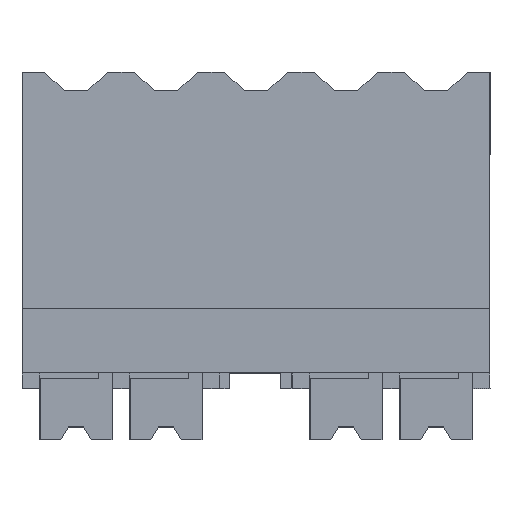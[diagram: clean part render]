
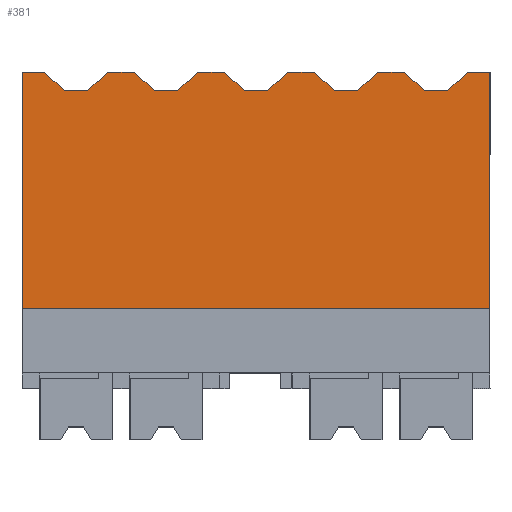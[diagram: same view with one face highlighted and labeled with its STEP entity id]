
A CAD part, top view. The second image highlights one B-rep face of the part: STEP entity #381.
In plain terms, the highlighted planar face has unit normal (0, 0, 1).
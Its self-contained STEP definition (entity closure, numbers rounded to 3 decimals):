
#162=AXIS2_PLACEMENT_3D('Plane Axis2P3D',#159,#160,#161) ;
#36=CARTESIAN_POINT('Line Origine',(0.,9.7,11.25)) ;
#40=CARTESIAN_POINT('Vertex',(0.,5.1,11.25)) ;
#42=CARTESIAN_POINT('Vertex',(0.,14.3,11.25)) ;
#159=CARTESIAN_POINT('Axis2P3D Location',(0.,5.1,11.25)) ;
#164=CARTESIAN_POINT('Line Origine',(3.605,14.3,11.25)) ;
#168=CARTESIAN_POINT('Vertex',(3.359,14.3,11.25)) ;
#170=CARTESIAN_POINT('Vertex',(3.85,14.3,11.25)) ;
#173=CARTESIAN_POINT('Line Origine',(2.959,13.95,11.25)) ;
#177=CARTESIAN_POINT('Vertex',(2.559,13.6,11.25)) ;
#180=CARTESIAN_POINT('Line Origine',(2.101,13.6,11.25)) ;
#184=CARTESIAN_POINT('Vertex',(1.642,13.6,11.25)) ;
#187=CARTESIAN_POINT('Line Origine',(1.242,13.95,11.25)) ;
#191=CARTESIAN_POINT('Vertex',(0.842,14.3,11.25)) ;
#194=CARTESIAN_POINT('Line Origine',(0.421,14.3,11.25)) ;
#199=CARTESIAN_POINT('Line Origine',(9.1,5.1,11.25)) ;
#203=CARTESIAN_POINT('Vertex',(18.2,5.1,11.25)) ;
#206=CARTESIAN_POINT('Line Origine',(18.2,9.7,11.25)) ;
#210=CARTESIAN_POINT('Vertex',(18.2,14.3,11.25)) ;
#213=CARTESIAN_POINT('Line Origine',(17.78,14.3,11.25)) ;
#217=CARTESIAN_POINT('Vertex',(17.359,14.3,11.25)) ;
#220=CARTESIAN_POINT('Line Origine',(16.959,13.95,11.25)) ;
#224=CARTESIAN_POINT('Vertex',(16.559,13.6,11.25)) ;
#227=CARTESIAN_POINT('Line Origine',(16.101,13.6,11.25)) ;
#231=CARTESIAN_POINT('Vertex',(15.642,13.6,11.25)) ;
#234=CARTESIAN_POINT('Line Origine',(15.242,13.95,11.25)) ;
#238=CARTESIAN_POINT('Vertex',(14.842,14.3,11.25)) ;
#241=CARTESIAN_POINT('Line Origine',(14.596,14.3,11.25)) ;
#245=CARTESIAN_POINT('Vertex',(14.35,14.3,11.25)) ;
#248=CARTESIAN_POINT('Line Origine',(14.105,14.3,11.25)) ;
#252=CARTESIAN_POINT('Vertex',(13.859,14.3,11.25)) ;
#255=CARTESIAN_POINT('Line Origine',(13.459,13.95,11.25)) ;
#259=CARTESIAN_POINT('Vertex',(13.059,13.6,11.25)) ;
#262=CARTESIAN_POINT('Line Origine',(12.601,13.6,11.25)) ;
#266=CARTESIAN_POINT('Vertex',(12.142,13.6,11.25)) ;
#269=CARTESIAN_POINT('Line Origine',(11.742,13.95,11.25)) ;
#273=CARTESIAN_POINT('Vertex',(11.342,14.3,11.25)) ;
#276=CARTESIAN_POINT('Line Origine',(11.096,14.3,11.25)) ;
#280=CARTESIAN_POINT('Vertex',(10.85,14.3,11.25)) ;
#283=CARTESIAN_POINT('Line Origine',(10.605,14.3,11.25)) ;
#287=CARTESIAN_POINT('Vertex',(10.359,14.3,11.25)) ;
#290=CARTESIAN_POINT('Line Origine',(9.959,13.95,11.25)) ;
#294=CARTESIAN_POINT('Vertex',(9.559,13.6,11.25)) ;
#297=CARTESIAN_POINT('Line Origine',(9.101,13.6,11.25)) ;
#301=CARTESIAN_POINT('Vertex',(8.642,13.6,11.25)) ;
#304=CARTESIAN_POINT('Line Origine',(8.242,13.95,11.25)) ;
#308=CARTESIAN_POINT('Vertex',(7.842,14.3,11.25)) ;
#311=CARTESIAN_POINT('Line Origine',(7.596,14.3,11.25)) ;
#315=CARTESIAN_POINT('Vertex',(7.35,14.3,11.25)) ;
#318=CARTESIAN_POINT('Line Origine',(7.105,14.3,11.25)) ;
#322=CARTESIAN_POINT('Vertex',(6.859,14.3,11.25)) ;
#325=CARTESIAN_POINT('Line Origine',(6.459,13.95,11.25)) ;
#329=CARTESIAN_POINT('Vertex',(6.059,13.6,11.25)) ;
#332=CARTESIAN_POINT('Line Origine',(5.601,13.6,11.25)) ;
#336=CARTESIAN_POINT('Vertex',(5.142,13.6,11.25)) ;
#339=CARTESIAN_POINT('Line Origine',(4.742,13.95,11.25)) ;
#343=CARTESIAN_POINT('Vertex',(4.342,14.3,11.25)) ;
#346=CARTESIAN_POINT('Line Origine',(4.096,14.3,11.25)) ;
#37=DIRECTION('Vector Direction',(0.,1.,0.)) ;
#160=DIRECTION('Axis2P3D Direction',(0.,0.,-1.)) ;
#161=DIRECTION('Axis2P3D XDirection',(0.,1.,0.)) ;
#165=DIRECTION('Vector Direction',(1.,0.,0.)) ;
#174=DIRECTION('Vector Direction',(0.753,0.659,0.)) ;
#181=DIRECTION('Vector Direction',(1.,0.,0.)) ;
#188=DIRECTION('Vector Direction',(0.753,-0.659,0.)) ;
#195=DIRECTION('Vector Direction',(1.,0.,0.)) ;
#200=DIRECTION('Vector Direction',(1.,0.,0.)) ;
#207=DIRECTION('Vector Direction',(0.,1.,0.)) ;
#214=DIRECTION('Vector Direction',(1.,0.,0.)) ;
#221=DIRECTION('Vector Direction',(0.753,0.659,0.)) ;
#228=DIRECTION('Vector Direction',(1.,0.,0.)) ;
#235=DIRECTION('Vector Direction',(0.753,-0.659,0.)) ;
#242=DIRECTION('Vector Direction',(1.,0.,0.)) ;
#249=DIRECTION('Vector Direction',(1.,0.,0.)) ;
#256=DIRECTION('Vector Direction',(0.753,0.659,0.)) ;
#263=DIRECTION('Vector Direction',(1.,0.,0.)) ;
#270=DIRECTION('Vector Direction',(0.753,-0.659,0.)) ;
#277=DIRECTION('Vector Direction',(1.,0.,0.)) ;
#284=DIRECTION('Vector Direction',(1.,0.,0.)) ;
#291=DIRECTION('Vector Direction',(0.753,0.659,0.)) ;
#298=DIRECTION('Vector Direction',(1.,0.,0.)) ;
#305=DIRECTION('Vector Direction',(0.753,-0.659,0.)) ;
#312=DIRECTION('Vector Direction',(1.,0.,0.)) ;
#319=DIRECTION('Vector Direction',(1.,0.,0.)) ;
#326=DIRECTION('Vector Direction',(0.753,0.659,0.)) ;
#333=DIRECTION('Vector Direction',(1.,0.,0.)) ;
#340=DIRECTION('Vector Direction',(0.753,-0.659,0.)) ;
#347=DIRECTION('Vector Direction',(1.,0.,0.)) ;
#38=VECTOR('Line Direction',#37,1.) ;
#166=VECTOR('Line Direction',#165,1.) ;
#175=VECTOR('Line Direction',#174,1.) ;
#182=VECTOR('Line Direction',#181,1.) ;
#189=VECTOR('Line Direction',#188,1.) ;
#196=VECTOR('Line Direction',#195,1.) ;
#201=VECTOR('Line Direction',#200,1.) ;
#208=VECTOR('Line Direction',#207,1.) ;
#215=VECTOR('Line Direction',#214,1.) ;
#222=VECTOR('Line Direction',#221,1.) ;
#229=VECTOR('Line Direction',#228,1.) ;
#236=VECTOR('Line Direction',#235,1.) ;
#243=VECTOR('Line Direction',#242,1.) ;
#250=VECTOR('Line Direction',#249,1.) ;
#257=VECTOR('Line Direction',#256,1.) ;
#264=VECTOR('Line Direction',#263,1.) ;
#271=VECTOR('Line Direction',#270,1.) ;
#278=VECTOR('Line Direction',#277,1.) ;
#285=VECTOR('Line Direction',#284,1.) ;
#292=VECTOR('Line Direction',#291,1.) ;
#299=VECTOR('Line Direction',#298,1.) ;
#306=VECTOR('Line Direction',#305,1.) ;
#313=VECTOR('Line Direction',#312,1.) ;
#320=VECTOR('Line Direction',#319,1.) ;
#327=VECTOR('Line Direction',#326,1.) ;
#334=VECTOR('Line Direction',#333,1.) ;
#341=VECTOR('Line Direction',#340,1.) ;
#348=VECTOR('Line Direction',#347,1.) ;
#352=ORIENTED_EDGE('',*,*,#172,.F.) ;
#353=ORIENTED_EDGE('',*,*,#179,.F.) ;
#354=ORIENTED_EDGE('',*,*,#186,.F.) ;
#355=ORIENTED_EDGE('',*,*,#193,.F.) ;
#356=ORIENTED_EDGE('',*,*,#198,.F.) ;
#357=ORIENTED_EDGE('',*,*,#44,.F.) ;
#358=ORIENTED_EDGE('',*,*,#205,.T.) ;
#359=ORIENTED_EDGE('',*,*,#212,.T.) ;
#360=ORIENTED_EDGE('',*,*,#219,.F.) ;
#361=ORIENTED_EDGE('',*,*,#226,.F.) ;
#362=ORIENTED_EDGE('',*,*,#233,.F.) ;
#363=ORIENTED_EDGE('',*,*,#240,.F.) ;
#364=ORIENTED_EDGE('',*,*,#247,.F.) ;
#365=ORIENTED_EDGE('',*,*,#254,.F.) ;
#366=ORIENTED_EDGE('',*,*,#261,.F.) ;
#367=ORIENTED_EDGE('',*,*,#268,.F.) ;
#368=ORIENTED_EDGE('',*,*,#275,.F.) ;
#369=ORIENTED_EDGE('',*,*,#282,.F.) ;
#370=ORIENTED_EDGE('',*,*,#289,.F.) ;
#371=ORIENTED_EDGE('',*,*,#296,.F.) ;
#372=ORIENTED_EDGE('',*,*,#303,.F.) ;
#373=ORIENTED_EDGE('',*,*,#310,.F.) ;
#374=ORIENTED_EDGE('',*,*,#317,.F.) ;
#375=ORIENTED_EDGE('',*,*,#324,.F.) ;
#376=ORIENTED_EDGE('',*,*,#331,.F.) ;
#377=ORIENTED_EDGE('',*,*,#338,.F.) ;
#378=ORIENTED_EDGE('',*,*,#345,.F.) ;
#379=ORIENTED_EDGE('',*,*,#350,.F.) ;
#381=ADVANCED_FACE('HOUSING',(#380),#163,.F.) ;
#44=EDGE_CURVE('',#41,#43,#39,.T.) ;
#172=EDGE_CURVE('',#169,#171,#167,.T.) ;
#179=EDGE_CURVE('',#178,#169,#176,.T.) ;
#186=EDGE_CURVE('',#185,#178,#183,.T.) ;
#193=EDGE_CURVE('',#192,#185,#190,.T.) ;
#198=EDGE_CURVE('',#43,#192,#197,.T.) ;
#205=EDGE_CURVE('',#41,#204,#202,.T.) ;
#212=EDGE_CURVE('',#204,#211,#209,.T.) ;
#219=EDGE_CURVE('',#218,#211,#216,.T.) ;
#226=EDGE_CURVE('',#225,#218,#223,.T.) ;
#233=EDGE_CURVE('',#232,#225,#230,.T.) ;
#240=EDGE_CURVE('',#239,#232,#237,.T.) ;
#247=EDGE_CURVE('',#246,#239,#244,.T.) ;
#254=EDGE_CURVE('',#253,#246,#251,.T.) ;
#261=EDGE_CURVE('',#260,#253,#258,.T.) ;
#268=EDGE_CURVE('',#267,#260,#265,.T.) ;
#275=EDGE_CURVE('',#274,#267,#272,.T.) ;
#282=EDGE_CURVE('',#281,#274,#279,.T.) ;
#289=EDGE_CURVE('',#288,#281,#286,.T.) ;
#296=EDGE_CURVE('',#295,#288,#293,.T.) ;
#303=EDGE_CURVE('',#302,#295,#300,.T.) ;
#310=EDGE_CURVE('',#309,#302,#307,.T.) ;
#317=EDGE_CURVE('',#316,#309,#314,.T.) ;
#324=EDGE_CURVE('',#323,#316,#321,.T.) ;
#331=EDGE_CURVE('',#330,#323,#328,.T.) ;
#338=EDGE_CURVE('',#337,#330,#335,.T.) ;
#345=EDGE_CURVE('',#344,#337,#342,.T.) ;
#350=EDGE_CURVE('',#171,#344,#349,.T.) ;
#351=EDGE_LOOP('',(#352,#353,#354,#355,#356,#357,#358,#359,#360,#361,#362,#363,#364,#365,#366,#367,#368,#369,#370,#371,#372,#373,#374,#375,#376,#377,#378,#379)) ;
#380=FACE_OUTER_BOUND('',#351,.T.) ;
#39=LINE('Line',#36,#38) ;
#167=LINE('Line',#164,#166) ;
#176=LINE('Line',#173,#175) ;
#183=LINE('Line',#180,#182) ;
#190=LINE('Line',#187,#189) ;
#197=LINE('Line',#194,#196) ;
#202=LINE('Line',#199,#201) ;
#209=LINE('Line',#206,#208) ;
#216=LINE('Line',#213,#215) ;
#223=LINE('Line',#220,#222) ;
#230=LINE('Line',#227,#229) ;
#237=LINE('Line',#234,#236) ;
#244=LINE('Line',#241,#243) ;
#251=LINE('Line',#248,#250) ;
#258=LINE('Line',#255,#257) ;
#265=LINE('Line',#262,#264) ;
#272=LINE('Line',#269,#271) ;
#279=LINE('Line',#276,#278) ;
#286=LINE('Line',#283,#285) ;
#293=LINE('Line',#290,#292) ;
#300=LINE('Line',#297,#299) ;
#307=LINE('Line',#304,#306) ;
#314=LINE('Line',#311,#313) ;
#321=LINE('Line',#318,#320) ;
#328=LINE('Line',#325,#327) ;
#335=LINE('Line',#332,#334) ;
#342=LINE('Line',#339,#341) ;
#349=LINE('Line',#346,#348) ;
#163=PLANE('',#162) ;
#41=VERTEX_POINT('',#40) ;
#43=VERTEX_POINT('',#42) ;
#169=VERTEX_POINT('',#168) ;
#171=VERTEX_POINT('',#170) ;
#178=VERTEX_POINT('',#177) ;
#185=VERTEX_POINT('',#184) ;
#192=VERTEX_POINT('',#191) ;
#204=VERTEX_POINT('',#203) ;
#211=VERTEX_POINT('',#210) ;
#218=VERTEX_POINT('',#217) ;
#225=VERTEX_POINT('',#224) ;
#232=VERTEX_POINT('',#231) ;
#239=VERTEX_POINT('',#238) ;
#246=VERTEX_POINT('',#245) ;
#253=VERTEX_POINT('',#252) ;
#260=VERTEX_POINT('',#259) ;
#267=VERTEX_POINT('',#266) ;
#274=VERTEX_POINT('',#273) ;
#281=VERTEX_POINT('',#280) ;
#288=VERTEX_POINT('',#287) ;
#295=VERTEX_POINT('',#294) ;
#302=VERTEX_POINT('',#301) ;
#309=VERTEX_POINT('',#308) ;
#316=VERTEX_POINT('',#315) ;
#323=VERTEX_POINT('',#322) ;
#330=VERTEX_POINT('',#329) ;
#337=VERTEX_POINT('',#336) ;
#344=VERTEX_POINT('',#343) ;
